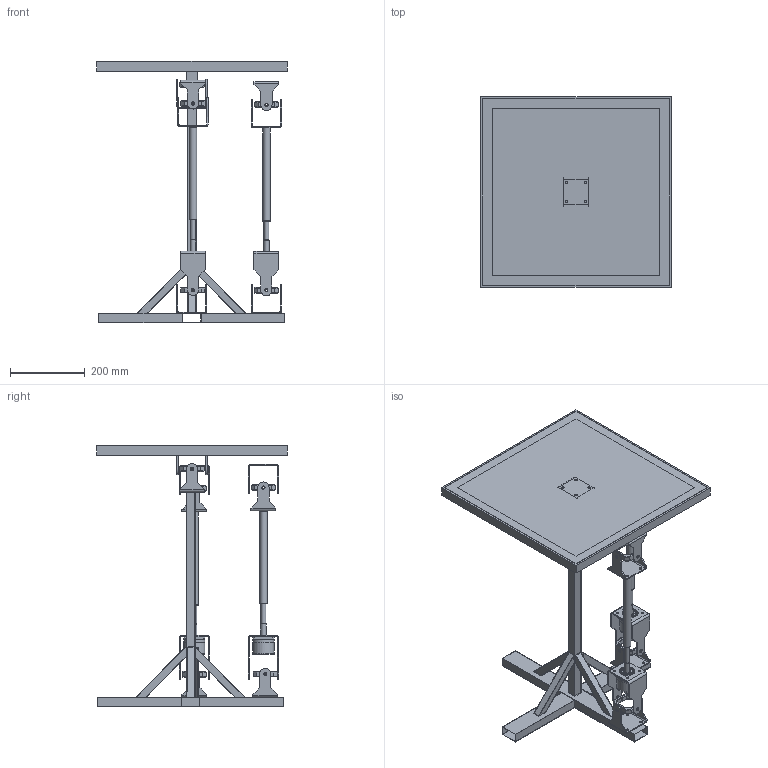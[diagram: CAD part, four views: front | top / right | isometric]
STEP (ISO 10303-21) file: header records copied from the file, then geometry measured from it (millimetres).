
FILE_DESCRIPTION(/* description */ (''),/* implementation_level */ '2;1');
FILE_NAME(/* name */ 'бебра.step',/* time_stamp */ '2022-04-14T09:19:30+03:00',/* author */ (''),/* organization */ (''),/* preprocessor_version */ 'ST-DEVELOPER v18.1',/* originating_system */ 'Autodesk Translation Framework v10.13.0.1454',/* authorisation */ '');
FILE_SCHEMA (('AUTOMOTIVE_DESIGN { 1 0 10303 214 3 1 1 }'));
Length unit declared in the file: millimetre
Products named in the file (27): (Unsaved); long stick; short one; sq; Component7; Component16; Component10; Component16_1; Component16_2; sq (1) (1); Component18; Component19; short two; motor; motor (1); Component15; right stick; right stick (1); up stick; Component11; sq (1); Component14; Component20; sq (1) (1) (1); Component22; Component23; Component24
Assembly tree (36 placements, depth 4):
  (Unsaved)
    long stick
      short one
      right stick  x3
      sq
      Component7
      Component16
        sq (1) (1)
        Component18
        Component19
      Component10
      Component16_1
        sq (1) (1)
        Component18
        Component19
      Component16_2
        sq (1) (1)
        Component18
        Component19
      short two
      Component15  x2
      motor
        motor (1)
      Component11  x2
        sq (1)
        Component14
      right stick (1)
      up stick
      Component20
        sq (1) (1) (1)
        Component22
        Component23
    Component24
Bounding box: 510 x 510 x 700.24 mm (x, y, z)
Volume: 2939425.3 mm3; surface area: 1633119.9 mm2
Topology: 34 solids, 34 shells, 1430 faces, 3345 edges, 2032 vertices
Faces by surface type: plane 937, cylinder 347, torus 56, bspline 48, sphere 32, cone 10
Full cylindrical faces by diameter (mm): 5 x28, 5.2 x8, 5.6 x12, 6.5 x44, 7.2 x8, 8 x8, 8.5 x28, 13 x2, 14 x2, 15 x2, 16 x2, 17 x2, 18 x4, 20 x2, 31.2 x2, 33 x2, 40 x2, 42 x3, 54.979 x2, 55.376 x2, 57 x6
Entity records: 34017 total; most frequent: CARTESIAN_POINT 9097, DIRECTION 5044, ORIENTED_EDGE 4784, EDGE_CURVE 2392, AXIS2_PLACEMENT_3D 1719, LINE 1606, VECTOR 1606, VERTEX_POINT 1466
